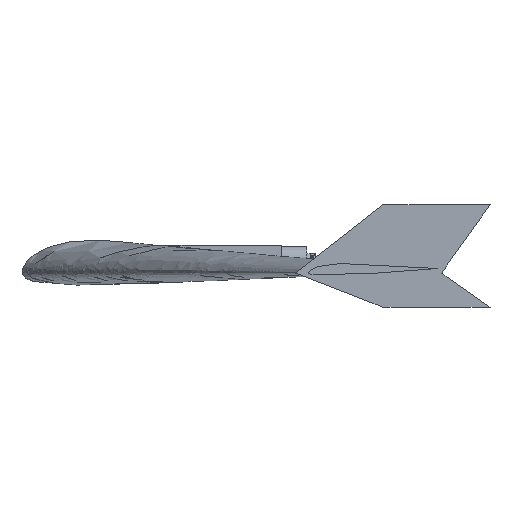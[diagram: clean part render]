
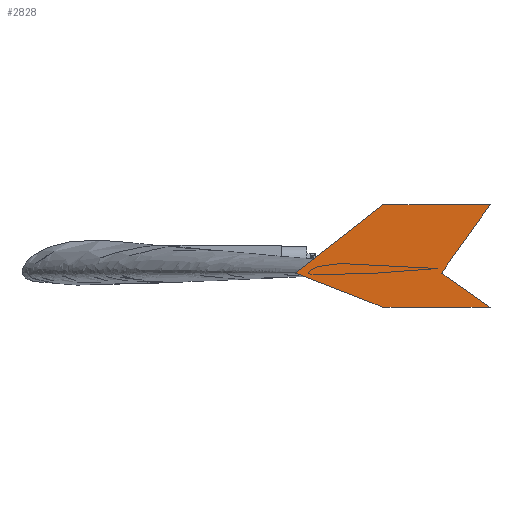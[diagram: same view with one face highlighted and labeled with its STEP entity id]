
A CAD part, front view. The second image highlights one B-rep face of the part: STEP entity #2828.
In plain terms, the highlighted planar face has unit normal (0, -1, 0).
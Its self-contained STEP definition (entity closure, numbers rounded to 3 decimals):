
#2725 = VERTEX_POINT('',#2726);
#2726 = CARTESIAN_POINT('',(0.457,-1.198,0.));
#2735 = SURFACE_OF_LINEAR_EXTRUSION('',#2736,#2744);
#2736 = B_SPLINE_CURVE_WITH_KNOTS('',1,(#2737,#2738,#2739,#2740,#2741,
    #2742,#2743),.UNSPECIFIED.,.T.,.F.,(2,1,1,1,1,1,2),(0.,
    0.483,1.033,1.338,1.768,
    2.318,2.888),.UNSPECIFIED.);
#2737 = CARTESIAN_POINT('',(0.457,-1.198,0.));
#2738 = CARTESIAN_POINT('',(0.603,-1.198,
    -0.057));
#2739 = CARTESIAN_POINT('',(0.782,-1.198,
    -0.057));
#2740 = CARTESIAN_POINT('',(0.701,-1.198,0.));
#2741 = CARTESIAN_POINT('',(0.782,-1.198,0.114
    ));
#2742 = CARTESIAN_POINT('',(0.603,-1.198,
    0.114));
#2743 = CARTESIAN_POINT('',(0.457,-1.198,0.));
#2744 = VECTOR('',#2745,1.);
#2745 = DIRECTION('',(-0.,-1.,0.));
#2795 = EDGE_CURVE('',#2725,#2725,#2796,.T.);
#2796 = SURFACE_CURVE('',#2797,(#2805,#2812),.PCURVE_S1.);
#2797 = B_SPLINE_CURVE_WITH_KNOTS('',1,(#2798,#2799,#2800,#2801,#2802,
    #2803,#2804),.UNSPECIFIED.,.T.,.F.,(2,1,1,1,1,1,2),(0.,
    0.483,1.033,1.338,1.768,
    2.318,2.888),.UNSPECIFIED.);
#2798 = CARTESIAN_POINT('',(0.457,-1.198,0.));
#2799 = CARTESIAN_POINT('',(0.603,-1.198,
    -0.057));
#2800 = CARTESIAN_POINT('',(0.782,-1.198,
    -0.057));
#2801 = CARTESIAN_POINT('',(0.701,-1.198,0.));
#2802 = CARTESIAN_POINT('',(0.782,-1.198,0.114
    ));
#2803 = CARTESIAN_POINT('',(0.603,-1.198,
    0.114));
#2804 = CARTESIAN_POINT('',(0.457,-1.198,0.));
#2805 = PCURVE('',#2735,#2806);
#2806 = DEFINITIONAL_REPRESENTATION('',(#2807),#2811);
#2807 = LINE('',#2808,#2809);
#2808 = CARTESIAN_POINT('',(0.,0.));
#2809 = VECTOR('',#2810,1.);
#2810 = DIRECTION('',(1.,0.));
#2811 = ( GEOMETRIC_REPRESENTATION_CONTEXT(2) 
PARAMETRIC_REPRESENTATION_CONTEXT() REPRESENTATION_CONTEXT('2D SPACE',''
  ) );
#2812 = PCURVE('',#2813,#2818);
#2813 = PLANE('',#2814);
#2814 = AXIS2_PLACEMENT_3D('',#2815,#2816,#2817);
#2815 = CARTESIAN_POINT('',(0.646,-1.198,
    0.023));
#2816 = DIRECTION('',(-0.,1.,0.));
#2817 = DIRECTION('',(-1.,0.,0.));
#2818 = DEFINITIONAL_REPRESENTATION('',(#2819),#2827);
#2819 = B_SPLINE_CURVE_WITH_KNOTS('',1,(#2820,#2821,#2822,#2823,#2824,
    #2825,#2826),.UNSPECIFIED.,.T.,.F.,(2,1,1,1,1,1,2),(0.,
    0.483,1.033,1.338,1.768,
    2.318,2.888),.UNSPECIFIED.);
#2820 = CARTESIAN_POINT('',(0.189,-0.023));
#2821 = CARTESIAN_POINT('',(0.043,-0.08));
#2822 = CARTESIAN_POINT('',(-0.136,-0.08));
#2823 = CARTESIAN_POINT('',(-0.055,-0.023));
#2824 = CARTESIAN_POINT('',(-0.136,0.091));
#2825 = CARTESIAN_POINT('',(0.043,0.091));
#2826 = CARTESIAN_POINT('',(0.189,-0.023));
#2827 = ( GEOMETRIC_REPRESENTATION_CONTEXT(2) 
PARAMETRIC_REPRESENTATION_CONTEXT() REPRESENTATION_CONTEXT('2D SPACE',''
  ) );
#2828 = ADVANCED_FACE('',(#2829),#2813,.F.);
#2829 = FACE_BOUND('',#2830,.T.);
#2830 = EDGE_LOOP('',(#2831));
#2831 = ORIENTED_EDGE('',*,*,#2795,.T.);
